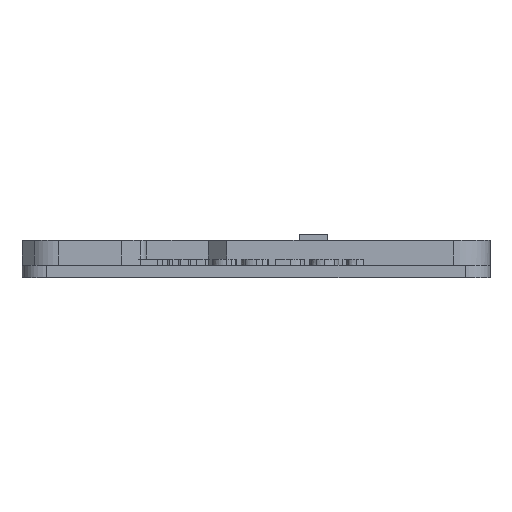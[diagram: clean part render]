
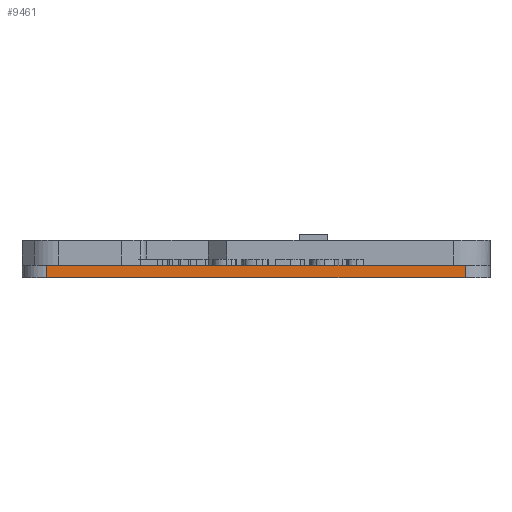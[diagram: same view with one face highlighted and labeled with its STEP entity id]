
A CAD part, front view. The second image highlights one B-rep face of the part: STEP entity #9461.
In plain terms, the highlighted planar face has unit normal (0, -1, 0).
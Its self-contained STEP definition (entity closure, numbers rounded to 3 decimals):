
#99 = PLANE('',#100);
#100 = AXIS2_PLACEMENT_3D('',#101,#102,#103);
#101 = CARTESIAN_POINT('',(-37.6,-37.,-3.));
#102 = DIRECTION('',(0.,0.,1.));
#103 = DIRECTION('',(1.,0.,0.));
#319 = VERTEX_POINT('',#320);
#320 = CARTESIAN_POINT('',(-33.6,-41.,-3.));
#335 = CYLINDRICAL_SURFACE('',#336,4.);
#336 = AXIS2_PLACEMENT_3D('',#337,#338,#339);
#337 = CARTESIAN_POINT('',(-33.6,-37.,-5.));
#338 = DIRECTION('',(-0.,-0.,-1.));
#339 = DIRECTION('',(1.,0.,0.));
#347 = EDGE_CURVE('',#348,#319,#350,.T.);
#348 = VERTEX_POINT('',#349);
#349 = CARTESIAN_POINT('',(33.6,-41.,-3.));
#350 = SURFACE_CURVE('',#351,(#355,#362),.PCURVE_S1.);
#351 = LINE('',#352,#353);
#352 = CARTESIAN_POINT('',(33.6,-41.,-3.));
#353 = VECTOR('',#354,1.);
#354 = DIRECTION('',(-1.,0.,0.));
#355 = PCURVE('',#99,#356);
#356 = DEFINITIONAL_REPRESENTATION('',(#357),#361);
#357 = LINE('',#358,#359);
#358 = CARTESIAN_POINT('',(71.2,-4.));
#359 = VECTOR('',#360,1.);
#360 = DIRECTION('',(-1.,0.));
#361 = ( GEOMETRIC_REPRESENTATION_CONTEXT(2) 
PARAMETRIC_REPRESENTATION_CONTEXT() REPRESENTATION_CONTEXT('2D SPACE',''
  ) );
#362 = PCURVE('',#363,#368);
#363 = PLANE('',#364);
#364 = AXIS2_PLACEMENT_3D('',#365,#366,#367);
#365 = CARTESIAN_POINT('',(33.6,-41.,-5.));
#366 = DIRECTION('',(0.,-1.,0.));
#367 = DIRECTION('',(-1.,0.,0.));
#368 = DEFINITIONAL_REPRESENTATION('',(#369),#373);
#369 = LINE('',#370,#371);
#370 = CARTESIAN_POINT('',(0.,-2.));
#371 = VECTOR('',#372,1.);
#372 = DIRECTION('',(1.,0.));
#373 = ( GEOMETRIC_REPRESENTATION_CONTEXT(2) 
PARAMETRIC_REPRESENTATION_CONTEXT() REPRESENTATION_CONTEXT('2D SPACE',''
  ) );
#392 = CYLINDRICAL_SURFACE('',#393,4.);
#393 = AXIS2_PLACEMENT_3D('',#394,#395,#396);
#394 = CARTESIAN_POINT('',(33.6,-37.,-5.));
#395 = DIRECTION('',(-0.,-0.,-1.));
#396 = DIRECTION('',(1.,0.,0.));
#7982 = PLANE('',#7983);
#7983 = AXIS2_PLACEMENT_3D('',#7984,#7985,#7986);
#7984 = CARTESIAN_POINT('',(0.002,0.,-5.)
  );
#7985 = DIRECTION('',(0.,0.,-1.));
#7986 = DIRECTION('',(-1.,0.,0.));
#9411 = EDGE_CURVE('',#9412,#348,#9414,.T.);
#9412 = VERTEX_POINT('',#9413);
#9413 = CARTESIAN_POINT('',(33.6,-41.,-5.));
#9414 = SURFACE_CURVE('',#9415,(#9419,#9426),.PCURVE_S1.);
#9415 = LINE('',#9416,#9417);
#9416 = CARTESIAN_POINT('',(33.6,-41.,-5.));
#9417 = VECTOR('',#9418,1.);
#9418 = DIRECTION('',(0.,0.,1.));
#9419 = PCURVE('',#392,#9420);
#9420 = DEFINITIONAL_REPRESENTATION('',(#9421),#9425);
#9421 = LINE('',#9422,#9423);
#9422 = CARTESIAN_POINT('',(-4.712,0.));
#9423 = VECTOR('',#9424,1.);
#9424 = DIRECTION('',(-0.,-1.));
#9425 = ( GEOMETRIC_REPRESENTATION_CONTEXT(2) 
PARAMETRIC_REPRESENTATION_CONTEXT() REPRESENTATION_CONTEXT('2D SPACE',''
  ) );
#9426 = PCURVE('',#363,#9427);
#9427 = DEFINITIONAL_REPRESENTATION('',(#9428),#9432);
#9428 = LINE('',#9429,#9430);
#9429 = CARTESIAN_POINT('',(0.,-0.));
#9430 = VECTOR('',#9431,1.);
#9431 = DIRECTION('',(0.,-1.));
#9432 = ( GEOMETRIC_REPRESENTATION_CONTEXT(2) 
PARAMETRIC_REPRESENTATION_CONTEXT() REPRESENTATION_CONTEXT('2D SPACE',''
  ) );
#9461 = ADVANCED_FACE('',(#9462),#363,.T.);
#9462 = FACE_BOUND('',#9463,.T.);
#9463 = EDGE_LOOP('',(#9464,#9465,#9466,#9489));
#9464 = ORIENTED_EDGE('',*,*,#9411,.T.);
#9465 = ORIENTED_EDGE('',*,*,#347,.T.);
#9466 = ORIENTED_EDGE('',*,*,#9467,.F.);
#9467 = EDGE_CURVE('',#9468,#319,#9470,.T.);
#9468 = VERTEX_POINT('',#9469);
#9469 = CARTESIAN_POINT('',(-33.6,-41.,-5.));
#9470 = SURFACE_CURVE('',#9471,(#9475,#9482),.PCURVE_S1.);
#9471 = LINE('',#9472,#9473);
#9472 = CARTESIAN_POINT('',(-33.6,-41.,-5.));
#9473 = VECTOR('',#9474,1.);
#9474 = DIRECTION('',(0.,0.,1.));
#9475 = PCURVE('',#363,#9476);
#9476 = DEFINITIONAL_REPRESENTATION('',(#9477),#9481);
#9477 = LINE('',#9478,#9479);
#9478 = CARTESIAN_POINT('',(67.2,0.));
#9479 = VECTOR('',#9480,1.);
#9480 = DIRECTION('',(0.,-1.));
#9481 = ( GEOMETRIC_REPRESENTATION_CONTEXT(2) 
PARAMETRIC_REPRESENTATION_CONTEXT() REPRESENTATION_CONTEXT('2D SPACE',''
  ) );
#9482 = PCURVE('',#335,#9483);
#9483 = DEFINITIONAL_REPRESENTATION('',(#9484),#9488);
#9484 = LINE('',#9485,#9486);
#9485 = CARTESIAN_POINT('',(-4.712,0.));
#9486 = VECTOR('',#9487,1.);
#9487 = DIRECTION('',(-0.,-1.));
#9488 = ( GEOMETRIC_REPRESENTATION_CONTEXT(2) 
PARAMETRIC_REPRESENTATION_CONTEXT() REPRESENTATION_CONTEXT('2D SPACE',''
  ) );
#9489 = ORIENTED_EDGE('',*,*,#9490,.F.);
#9490 = EDGE_CURVE('',#9412,#9468,#9491,.T.);
#9491 = SURFACE_CURVE('',#9492,(#9496,#9503),.PCURVE_S1.);
#9492 = LINE('',#9493,#9494);
#9493 = CARTESIAN_POINT('',(33.6,-41.,-5.));
#9494 = VECTOR('',#9495,1.);
#9495 = DIRECTION('',(-1.,0.,0.));
#9496 = PCURVE('',#363,#9497);
#9497 = DEFINITIONAL_REPRESENTATION('',(#9498),#9502);
#9498 = LINE('',#9499,#9500);
#9499 = CARTESIAN_POINT('',(0.,-0.));
#9500 = VECTOR('',#9501,1.);
#9501 = DIRECTION('',(1.,0.));
#9502 = ( GEOMETRIC_REPRESENTATION_CONTEXT(2) 
PARAMETRIC_REPRESENTATION_CONTEXT() REPRESENTATION_CONTEXT('2D SPACE',''
  ) );
#9503 = PCURVE('',#7982,#9504);
#9504 = DEFINITIONAL_REPRESENTATION('',(#9505),#9509);
#9505 = LINE('',#9506,#9507);
#9506 = CARTESIAN_POINT('',(-33.598,-41.));
#9507 = VECTOR('',#9508,1.);
#9508 = DIRECTION('',(1.,0.));
#9509 = ( GEOMETRIC_REPRESENTATION_CONTEXT(2) 
PARAMETRIC_REPRESENTATION_CONTEXT() REPRESENTATION_CONTEXT('2D SPACE',''
  ) );
